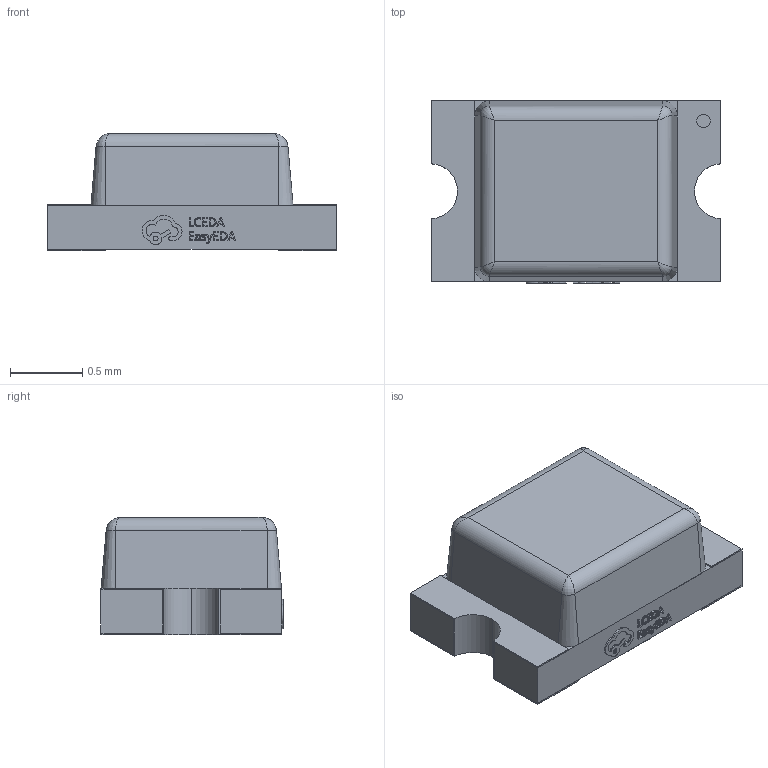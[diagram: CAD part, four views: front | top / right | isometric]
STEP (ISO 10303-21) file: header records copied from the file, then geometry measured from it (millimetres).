
FILE_DESCRIPTION (( 'STEP AP214' ), '1' );
FILE_NAME ('LED-SMD_L2.0-W1.3-R-RD_RED.step', '2022-07-08T12:30:36', ( '' ), ( '' ), 'SwSTEP 2.0', 'SolidWorks 2020', '' );
FILE_SCHEMA (( 'AUTOMOTIVE_DESIGN' ));
Length unit declared in the file: millimetre
Products named in the file (1): LED-SMD_L2.0-W1.3-R-RD_RED
Bounding box: 2 x 1.26 x 0.81 mm (x, y, z)
Volume: 1.5 mm3; surface area: 17.1 mm2
Topology: 5 solids, 5 shells, 362 faces, 964 edges, 636 vertices
Faces by surface type: plane 225, bspline 116, cylinder 17, cone 4
Entity records: 17221 total; most frequent: CARTESIAN_POINT 4991, ORIENTED_EDGE 1920, DIRECTION 1244, EDGE_CURVE 960, VECTOR 690, LINE 690, VERTEX_POINT 636, EDGE_LOOP 390
